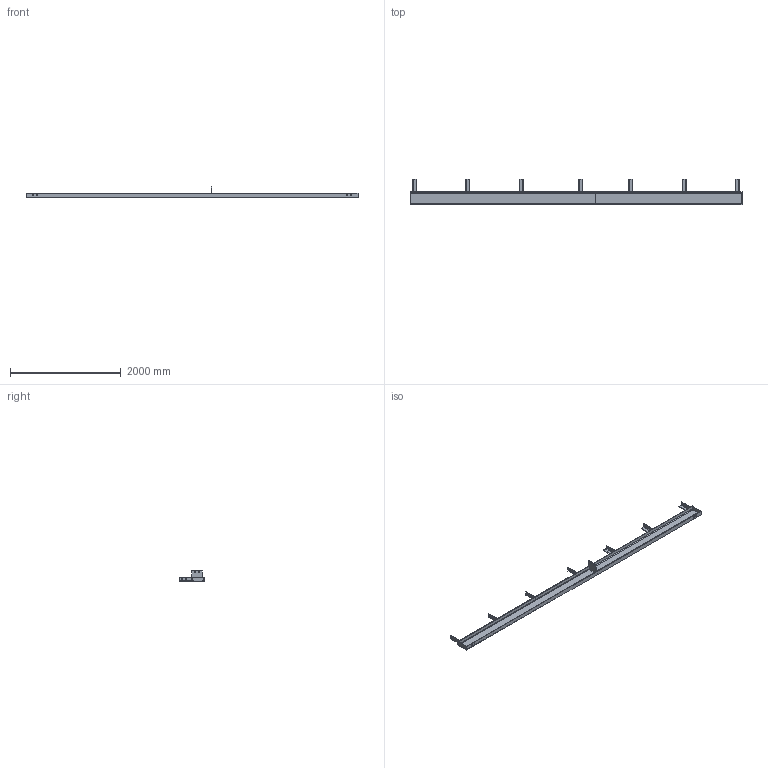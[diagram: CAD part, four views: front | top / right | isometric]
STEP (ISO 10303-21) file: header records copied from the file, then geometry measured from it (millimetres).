
FILE_DESCRIPTION (( 'STEP AP203' ), '1' );
FILE_NAME ('3982-45_REV_.step', '2026-01-19T05:52:40', ( '' ), ( '' ), 'SwSTEP 2.0', 'SolidWorks 2025', '' );
FILE_SCHEMA (( 'CONFIG_CONTROL_DESIGN' ));
Length unit declared in the file: millimetre
Products named in the file (6): 20-18; 30-12; 20-19; 3982-43-10; 20-12; 3982-45_REV_
Assembly tree (11 placements, depth 2):
  3982-45_REV_
    3982-43-10
    30-12  x2
    20-12
    20-19  x4
    20-18  x3
Bounding box: 5985 x 455 x 194.5 mm (x, y, z)
Volume: 21772582.5 mm3; surface area: 5036450.4 mm2
Topology: 11 solids, 11 shells, 168 faces, 438 edges, 292 vertices
Faces by surface type: plane 94, cylinder 74
Entity records: 3381 total; most frequent: DIRECTION 473, CARTESIAN_POINT 450, ORIENTED_EDGE 426, EDGE_CURVE 213, AXIS2_PLACEMENT_3D 165, LINE 143, VECTOR 143, VERTEX_POINT 142
